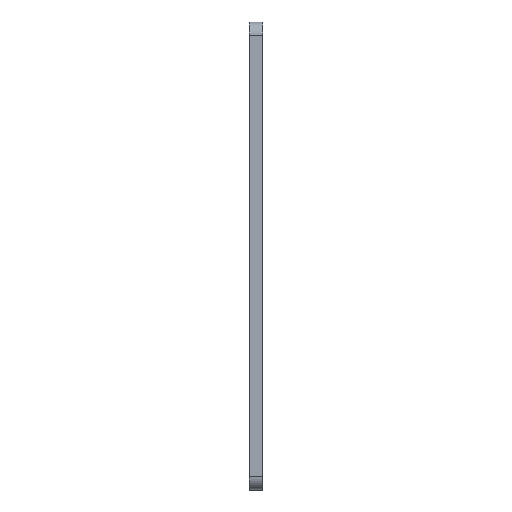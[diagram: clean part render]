
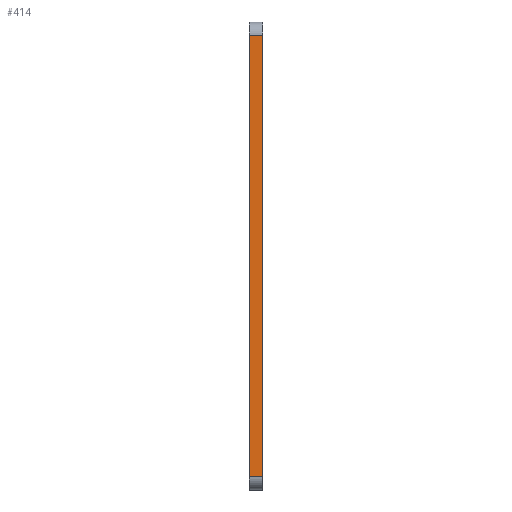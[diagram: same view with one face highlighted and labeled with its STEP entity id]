
A CAD part, left-side view. The second image highlights one B-rep face of the part: STEP entity #414.
In plain terms, the highlighted planar face has unit normal (-1, 0, 0).
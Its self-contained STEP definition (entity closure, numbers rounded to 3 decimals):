
#24 = VERTEX_POINT ( 'NONE', #1566 ) ;
#56 = VERTEX_POINT ( 'NONE', #1269 ) ;
#78 = CARTESIAN_POINT ( 'NONE',  ( -262.5, 0., 165. ) ) ;
#106 = VERTEX_POINT ( 'NONE', #78 ) ;
#111 = CARTESIAN_POINT ( 'NONE',  ( -262.5, 0., -165. ) ) ;
#115 = DIRECTION ( 'NONE',  ( 0., -1., 0. ) ) ;
#174 = VECTOR ( 'NONE', #1154, 1000. ) ;
#183 = ORIENTED_EDGE ( 'NONE', *, *, #185, .F. ) ;
#185 = EDGE_CURVE ( 'NONE', #24, #56, #566, .T. ) ;
#202 = FACE_OUTER_BOUND ( 'NONE', #1229, .T. ) ;
#212 = DIRECTION ( 'NONE',  ( 0., 0., 1. ) ) ;
#227 = EDGE_CURVE ( 'NONE', #24, #791, #861, .T. ) ;
#304 = VECTOR ( 'NONE', #212, 1000. ) ;
#319 = VECTOR ( 'NONE', #115, 1000. ) ;
#358 = PLANE ( 'NONE',  #1250 ) ;
#398 = CARTESIAN_POINT ( 'NONE',  ( -262.5, 10., -165. ) ) ;
#414 = ADVANCED_FACE ( 'NONE', ( #202 ), #358, .F. ) ;
#470 = EDGE_CURVE ( 'NONE', #791, #106, #1080, .T. ) ;
#566 = LINE ( 'NONE', #398, #1639 ) ;
#568 = ORIENTED_EDGE ( 'NONE', *, *, #470, .T. ) ;
#780 = ORIENTED_EDGE ( 'NONE', *, *, #1292, .F. ) ;
#791 = VERTEX_POINT ( 'NONE', #111 ) ;
#833 = DIRECTION ( 'NONE',  ( 0., 0., 1. ) ) ;
#861 = LINE ( 'NONE', #1464, #319 ) ;
#936 = ORIENTED_EDGE ( 'NONE', *, *, #227, .T. ) ;
#955 = DIRECTION ( 'NONE',  ( 1., 0., 0. ) ) ;
#1080 = LINE ( 'NONE', #1258, #304 ) ;
#1120 = DIRECTION ( 'NONE',  ( 0., 0., -1. ) ) ;
#1154 = DIRECTION ( 'NONE',  ( 0., -1., 0. ) ) ;
#1229 = EDGE_LOOP ( 'NONE', ( #568, #780, #183, #936 ) ) ;
#1250 = AXIS2_PLACEMENT_3D ( 'NONE', #1721, #955, #1120 ) ;
#1258 = CARTESIAN_POINT ( 'NONE',  ( -262.5, 0., -165. ) ) ;
#1269 = CARTESIAN_POINT ( 'NONE',  ( -262.5, 10., 165. ) ) ;
#1292 = EDGE_CURVE ( 'NONE', #56, #106, #1468, .T. ) ;
#1464 = CARTESIAN_POINT ( 'NONE',  ( -262.5, 10., -165. ) ) ;
#1468 = LINE ( 'NONE', #1597, #174 ) ;
#1566 = CARTESIAN_POINT ( 'NONE',  ( -262.5, 10., -165. ) ) ;
#1597 = CARTESIAN_POINT ( 'NONE',  ( -262.5, 10., 165. ) ) ;
#1639 = VECTOR ( 'NONE', #833, 1000. ) ;
#1721 = CARTESIAN_POINT ( 'NONE',  ( -262.5, 10., -165. ) ) ;
